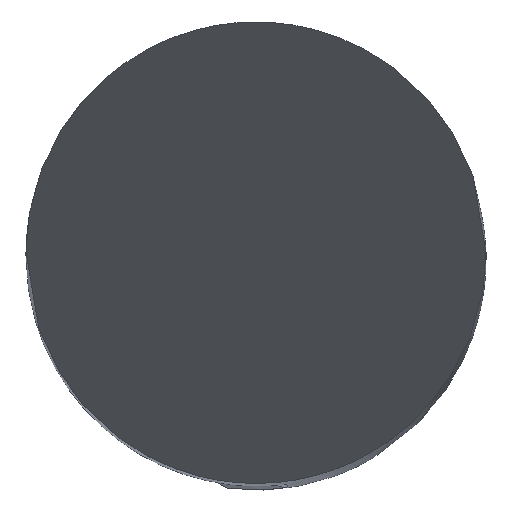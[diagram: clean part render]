
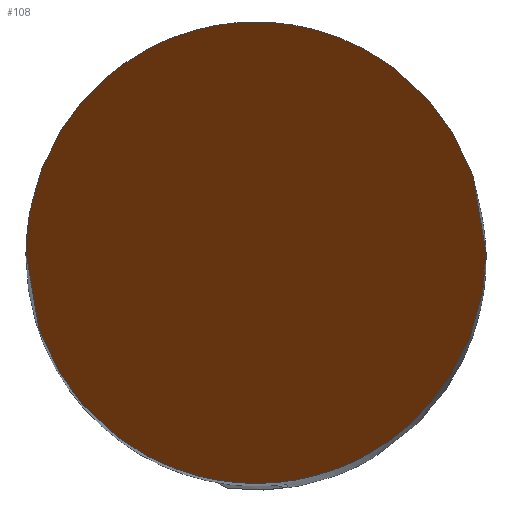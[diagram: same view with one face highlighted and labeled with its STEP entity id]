
A CAD part, top view. The second image highlights one B-rep face of the part: STEP entity #108.
In plain terms, the highlighted planar face has unit normal (0, -0.866, 0.5).
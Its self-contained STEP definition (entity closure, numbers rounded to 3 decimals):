
#53=PLANE('',#566);
#108=ADVANCED_FACE('',(#143),#53,.T.);
#143=FACE_OUTER_BOUND('',#172,.T.);
#172=EDGE_LOOP('',(#273,#274));
#273=ORIENTED_EDGE('',*,*,#438,.T.);
#274=ORIENTED_EDGE('',*,*,#416,.T.);
#367=VERTEX_POINT('',#881);
#368=VERTEX_POINT('',#882);
#416=EDGE_CURVE('',#367,#368,#504,.T.);
#438=EDGE_CURVE('',#368,#367,#508,.T.);
#504=(
BOUNDED_CURVE()
B_SPLINE_CURVE(3,(#877,#878,#879,#880),.UNSPECIFIED.,.F.,.F.)
B_SPLINE_CURVE_WITH_KNOTS((4,4),(0.,1.),.UNSPECIFIED.)
CURVE()
GEOMETRIC_REPRESENTATION_ITEM()
RATIONAL_B_SPLINE_CURVE((1.,0.333,0.333,1.))
REPRESENTATION_ITEM('')
);
#508=(
BOUNDED_CURVE()
B_SPLINE_CURVE(3,(#978,#979,#980,#981),.UNSPECIFIED.,.F.,.F.)
B_SPLINE_CURVE_WITH_KNOTS((4,4),(0.,1.),.UNSPECIFIED.)
CURVE()
GEOMETRIC_REPRESENTATION_ITEM()
RATIONAL_B_SPLINE_CURVE((1.,0.333,0.333,1.))
REPRESENTATION_ITEM('')
);
#566=AXIS2_PLACEMENT_3D('',#1019,#643,#644);
#643=DIRECTION('',(0.,-0.866,0.5));
#644=DIRECTION('',(0.,0.5,0.866));
#877=CARTESIAN_POINT('',(2.,0.,0.));
#878=CARTESIAN_POINT('',(2.,4.,6.928));
#879=CARTESIAN_POINT('',(-2.,4.,6.928));
#880=CARTESIAN_POINT('',(-2.,0.,0.));
#881=CARTESIAN_POINT('',(2.,0.,0.));
#882=CARTESIAN_POINT('',(-2.,0.,0.));
#978=CARTESIAN_POINT('',(-2.,0.,0.));
#979=CARTESIAN_POINT('',(-2.,-4.,-6.928));
#980=CARTESIAN_POINT('',(2.,-4.,-6.928));
#981=CARTESIAN_POINT('',(2.,0.,0.));
#1019=CARTESIAN_POINT('',(-53.884,2.,3.464));
